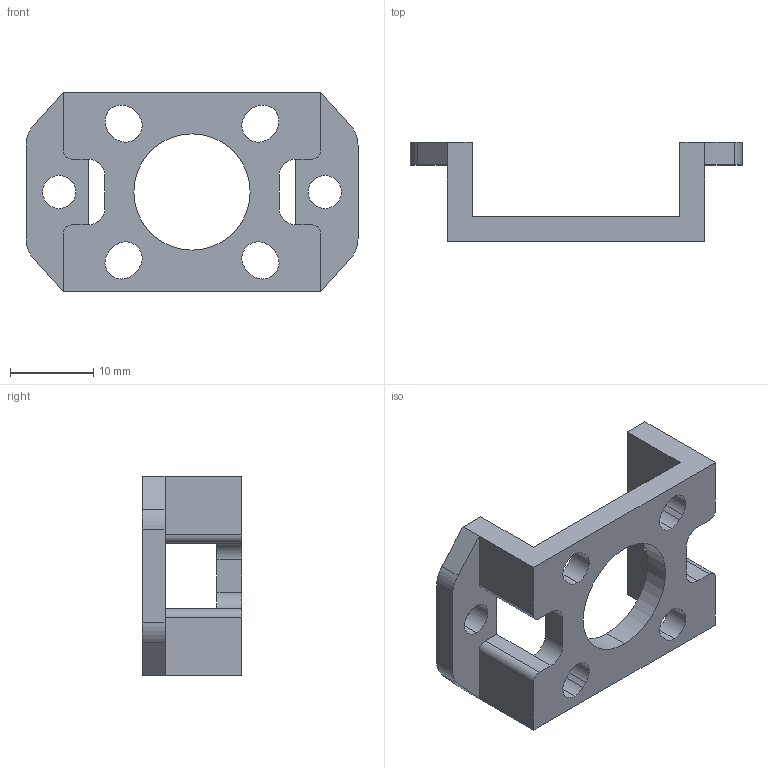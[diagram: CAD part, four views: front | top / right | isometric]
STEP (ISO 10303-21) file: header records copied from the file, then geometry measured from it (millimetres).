
FILE_DESCRIPTION (( 'STEP AP203' ), '1' );
FILE_NAME ('1208-0001-0002.STEP', '2018-01-08T15:39:26', ( '' ), ( '' ), 'SwSTEP 2.0', 'SolidWorks 2016', '' );
FILE_SCHEMA (( 'CONFIG_CONTROL_DESIGN' ));
Length unit declared in the file: millimetre
Products named in the file (1): 1208-0001-0002
Bounding box: 40 x 12 x 24 mm (x, y, z)
Volume: 2747.8 mm3; surface area: 2889.4 mm2
Topology: 1 solids, 1 shells, 64 faces, 190 edges, 124 vertices
Faces by surface type: plane 34, cylinder 30
Entity records: 2263 total; most frequent: DIRECTION 380, ORIENTED_EDGE 380, CARTESIAN_POINT 379, EDGE_CURVE 190, LINE 130, VECTOR 130, AXIS2_PLACEMENT_3D 125, VERTEX_POINT 124
